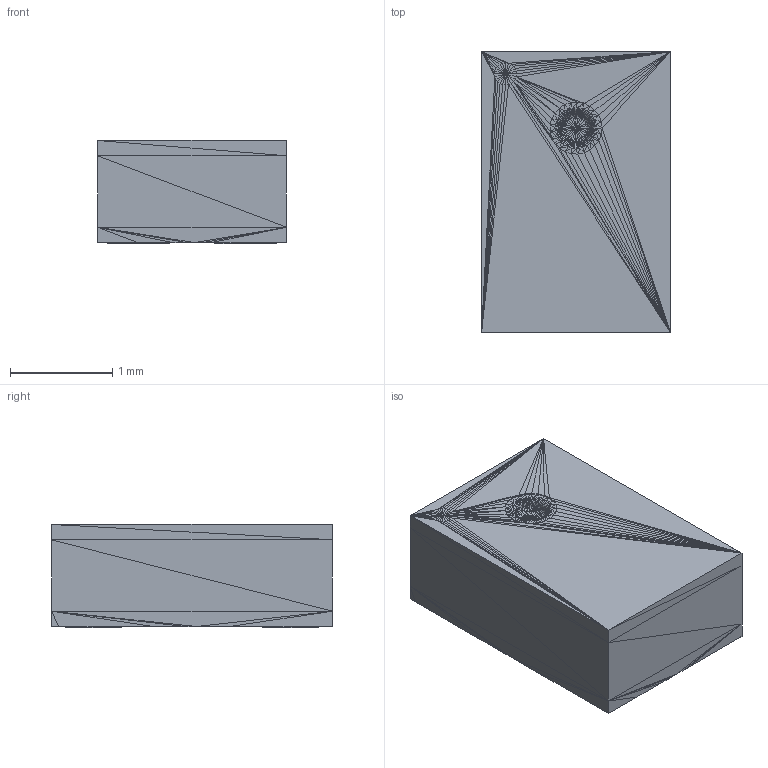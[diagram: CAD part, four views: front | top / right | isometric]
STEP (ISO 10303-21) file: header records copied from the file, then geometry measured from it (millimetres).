
FILE_DESCRIPTION((''),'2;1');
FILE_NAME('C5142165', '2026-01-03T09:31:31', (''), (''), 'ImageToStl.com STEP Converter','', '');
FILE_SCHEMA(('AUTOMOTIVE_DESIGN_CC2'));
Length unit declared in the file: metre
Products named in the file (1): product0
Bounding box: 1.85 x 2.75 x 1.01 mm (x, y, z)
Surface area: 39.9 mm2 (no closed solid volume)
Topology: 0 solids, 1684 shells, 1684 faces, 5052 edges, 840 vertices
Faces by surface type: plane 1684
Entity records: 38756 total; most frequent: DIRECTION 8422, ORIENTED_EDGE 5052, EDGE_CURVE 5052, LINE 5052, VECTOR 5052, AXIS2_PLACEMENT_3D 1685, FACE_SURFACE 1684, PLANE 1684
